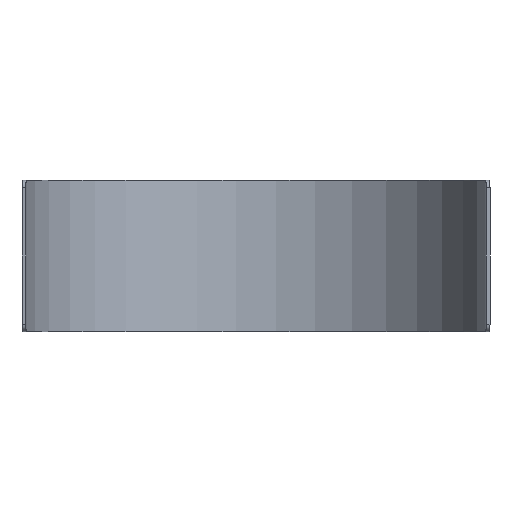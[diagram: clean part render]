
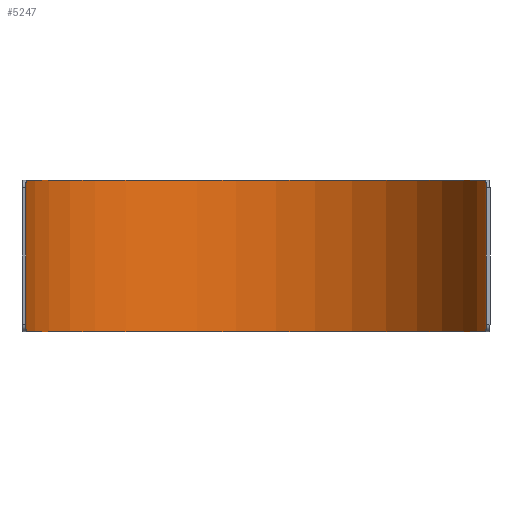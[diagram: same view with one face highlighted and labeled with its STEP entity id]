
A CAD part, front view. The second image highlights one B-rep face of the part: STEP entity #5247.
In plain terms, the highlighted cylindrical face has radius 30.5 mm (diameter 61 mm), a partial arc.
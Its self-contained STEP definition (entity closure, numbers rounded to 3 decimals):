
#83 = EDGE_CURVE ( 'NONE', #239, #786, #514, .T. ) ;
#85 = VERTEX_POINT ( 'NONE', #2029 ) ;
#239 = VERTEX_POINT ( 'NONE', #446 ) ;
#291 = CYLINDRICAL_SURFACE ( 'NONE', #349, 30.5 ) ;
#349 = AXIS2_PLACEMENT_3D ( 'NONE', #2904, #5628, #2043 ) ;
#383 = CARTESIAN_POINT ( 'NONE',  ( -30.28, 3.653, 10. ) ) ;
#446 = CARTESIAN_POINT ( 'NONE',  ( 30.28, 3.653, -10. ) ) ;
#485 = CARTESIAN_POINT ( 'NONE',  ( -30.296, 3.522, 10. ) ) ;
#514 = B_SPLINE_CURVE_WITH_KNOTS ( 'NONE', 3,
 ( #4492, #796, #2549, #4314, #1998, #1142, #2954, #2889 ),
 .UNSPECIFIED., .F., .F.,
 ( 4, 2, 2, 4 ),
 ( 0., 0., 0.001, 0.002 ),
 .UNSPECIFIED. ) ;
#518 = CARTESIAN_POINT ( 'NONE',  ( 0., 0., 10. ) ) ;
#547 = CARTESIAN_POINT ( 'NONE',  ( -30.384, 2.658, 10. ) ) ;
#571 = CARTESIAN_POINT ( 'NONE',  ( 30.373, 2.784, 9.504 ) ) ;
#786 = VERTEX_POINT ( 'NONE', #2499 ) ;
#796 = CARTESIAN_POINT ( 'NONE',  ( 30.296, 3.522, -10. ) ) ;
#859 = DIRECTION ( 'NONE',  ( -1., 0., 0. ) ) ;
#934 = CARTESIAN_POINT ( 'NONE',  ( -30.373, 2.784, -9.504 ) ) ;
#946 = CARTESIAN_POINT ( 'NONE',  ( 30.28, 3.653, 10. ) ) ;
#963 = VERTEX_POINT ( 'NONE', #2749 ) ;
#969 = EDGE_CURVE ( 'NONE', #4978, #4461, #5191, .T. ) ;
#986 = B_SPLINE_CURVE_WITH_KNOTS ( 'NONE', 3,
 ( #2720, #485, #3528, #5677, #3502, #5707, #2691, #5284 ),
 .UNSPECIFIED., .F., .F.,
 ( 4, 2, 2, 4 ),
 ( 0., 0., 0.001, 0.002 ),
 .UNSPECIFIED. ) ;
#1087 = ORIENTED_EDGE ( 'NONE', *, *, #3631, .T. ) ;
#1142 = CARTESIAN_POINT ( 'NONE',  ( 30.375, 2.767, -9.523 ) ) ;
#1272 = CIRCLE ( 'NONE', #4022, 30.5 ) ;
#1314 = CARTESIAN_POINT ( 'NONE',  ( -30.384, 2.658, -9.132 ) ) ;
#1460 = CARTESIAN_POINT ( 'NONE',  ( 30.384, 2.658, 9.132 ) ) ;
#1635 = VECTOR ( 'NONE', #2706, 1000. ) ;
#1665 = ORIENTED_EDGE ( 'NONE', *, *, #83, .T. ) ;
#1773 = EDGE_CURVE ( 'NONE', #4754, #963, #986, .T. ) ;
#1812 = DIRECTION ( 'NONE',  ( 0., 0., -1. ) ) ;
#1824 = LINE ( 'NONE', #5344, #1635 ) ;
#1826 = CARTESIAN_POINT ( 'NONE',  ( -30.384, 2.658, -9. ) ) ;
#1833 = CARTESIAN_POINT ( 'NONE',  ( 30.339, 3.133, 9.891 ) ) ;
#1914 = CARTESIAN_POINT ( 'NONE',  ( 30.366, 2.858, 9.615 ) ) ;
#1998 = CARTESIAN_POINT ( 'NONE',  ( 30.348, 3.042, -9.8 ) ) ;
#2029 = CARTESIAN_POINT ( 'NONE',  ( -30.384, 2.658, -9. ) ) ;
#2043 = DIRECTION ( 'NONE',  ( -1., 0., 0. ) ) ;
#2046 = CARTESIAN_POINT ( 'NONE',  ( -30.28, 3.653, -10. ) ) ;
#2201 = EDGE_CURVE ( 'NONE', #85, #4637, #4155, .T. ) ;
#2272 = DIRECTION ( 'NONE',  ( -1., 0., 0. ) ) ;
#2499 = CARTESIAN_POINT ( 'NONE',  ( 30.384, 2.658, -9. ) ) ;
#2549 = CARTESIAN_POINT ( 'NONE',  ( 30.311, 3.393, -9.974 ) ) ;
#2577 = CARTESIAN_POINT ( 'NONE',  ( -30.28, 3.653, -10. ) ) ;
#2691 = CARTESIAN_POINT ( 'NONE',  ( -30.384, 2.658, 9.264 ) ) ;
#2706 = DIRECTION ( 'NONE',  ( 0., 0., -1. ) ) ;
#2720 = CARTESIAN_POINT ( 'NONE',  ( -30.28, 3.653, 10. ) ) ;
#2748 = CARTESIAN_POINT ( 'NONE',  ( 30.384, 2.658, 9. ) ) ;
#2749 = CARTESIAN_POINT ( 'NONE',  ( -30.384, 2.658, 9. ) ) ;
#2783 = DIRECTION ( 'NONE',  ( 0., 0., -1. ) ) ;
#2873 = FACE_OUTER_BOUND ( 'NONE', #3592, .T. ) ;
#2889 = CARTESIAN_POINT ( 'NONE',  ( 30.384, 2.658, -9. ) ) ;
#2904 = CARTESIAN_POINT ( 'NONE',  ( 0., 0., 10. ) ) ;
#2954 = CARTESIAN_POINT ( 'NONE',  ( 30.384, 2.658, -9.264 ) ) ;
#3101 = DIRECTION ( 'NONE',  ( 0., 0., -1. ) ) ;
#3220 = CARTESIAN_POINT ( 'NONE',  ( 30.312, 3.391, 10. ) ) ;
#3299 = ORIENTED_EDGE ( 'NONE', *, *, #5064, .T. ) ;
#3495 = ORIENTED_EDGE ( 'NONE', *, *, #969, .T. ) ;
#3502 = CARTESIAN_POINT ( 'NONE',  ( -30.348, 3.042, 9.8 ) ) ;
#3521 = CARTESIAN_POINT ( 'NONE',  ( 0., 0., -10. ) ) ;
#3528 = CARTESIAN_POINT ( 'NONE',  ( -30.311, 3.393, 9.974 ) ) ;
#3573 = CARTESIAN_POINT ( 'NONE',  ( -30.312, 3.391, -10. ) ) ;
#3592 = EDGE_LOOP ( 'NONE', ( #4600, #3495, #4855, #4170, #3299, #5438, #1087, #1665 ) ) ;
#3631 = EDGE_CURVE ( 'NONE', #4637, #239, #1272, .T. ) ;
#3840 = CIRCLE ( 'NONE', #4586, 30.5 ) ;
#3984 = CARTESIAN_POINT ( 'NONE',  ( -30.382, 2.684, -9.262 ) ) ;
#4014 = CARTESIAN_POINT ( 'NONE',  ( -30.339, 3.133, -9.891 ) ) ;
#4022 = AXIS2_PLACEMENT_3D ( 'NONE', #3521, #3101, #859 ) ;
#4052 = CARTESIAN_POINT ( 'NONE',  ( 30.382, 2.684, 9.262 ) ) ;
#4105 = CARTESIAN_POINT ( 'NONE',  ( 30.28, 3.653, 10. ) ) ;
#4155 = B_SPLINE_CURVE_WITH_KNOTS ( 'NONE', 3,
 ( #1826, #1314, #3984, #934, #4783, #4014, #3573, #2577 ),
 .UNSPECIFIED., .F., .F.,
 ( 4, 2, 2, 4 ),
 ( 0., 0., 0.001, 0.002 ),
 .UNSPECIFIED. ) ;
#4170 = ORIENTED_EDGE ( 'NONE', *, *, #1773, .T. ) ;
#4314 = CARTESIAN_POINT ( 'NONE',  ( 30.337, 3.152, -9.874 ) ) ;
#4461 = VERTEX_POINT ( 'NONE', #946 ) ;
#4492 = CARTESIAN_POINT ( 'NONE',  ( 30.28, 3.653, -10. ) ) ;
#4537 = EDGE_CURVE ( 'NONE', #4978, #786, #1824, .T. ) ;
#4586 = AXIS2_PLACEMENT_3D ( 'NONE', #518, #1812, #2272 ) ;
#4600 = ORIENTED_EDGE ( 'NONE', *, *, #4537, .F. ) ;
#4637 = VERTEX_POINT ( 'NONE', #2046 ) ;
#4754 = VERTEX_POINT ( 'NONE', #383 ) ;
#4783 = CARTESIAN_POINT ( 'NONE',  ( -30.366, 2.858, -9.615 ) ) ;
#4855 = ORIENTED_EDGE ( 'NONE', *, *, #4917, .F. ) ;
#4917 = EDGE_CURVE ( 'NONE', #4754, #4461, #3840, .T. ) ;
#4978 = VERTEX_POINT ( 'NONE', #2748 ) ;
#5064 = EDGE_CURVE ( 'NONE', #963, #85, #5422, .T. ) ;
#5191 = B_SPLINE_CURVE_WITH_KNOTS ( 'NONE', 3,
 ( #5383, #1460, #4052, #571, #1914, #1833, #3220, #4105 ),
 .UNSPECIFIED., .F., .F.,
 ( 4, 2, 2, 4 ),
 ( 0., 0., 0.001, 0.002 ),
 .UNSPECIFIED. ) ;
#5238 = VECTOR ( 'NONE', #2783, 1000. ) ;
#5247 = ADVANCED_FACE ( 'NONE', ( #2873 ), #291, .F. ) ;
#5284 = CARTESIAN_POINT ( 'NONE',  ( -30.384, 2.658, 9. ) ) ;
#5344 = CARTESIAN_POINT ( 'NONE',  ( 30.384, 2.658, 10. ) ) ;
#5383 = CARTESIAN_POINT ( 'NONE',  ( 30.384, 2.658, 9. ) ) ;
#5422 = LINE ( 'NONE', #547, #5238 ) ;
#5438 = ORIENTED_EDGE ( 'NONE', *, *, #2201, .T. ) ;
#5628 = DIRECTION ( 'NONE',  ( 0., 0., -1. ) ) ;
#5677 = CARTESIAN_POINT ( 'NONE',  ( -30.337, 3.152, 9.874 ) ) ;
#5707 = CARTESIAN_POINT ( 'NONE',  ( -30.375, 2.767, 9.523 ) ) ;
